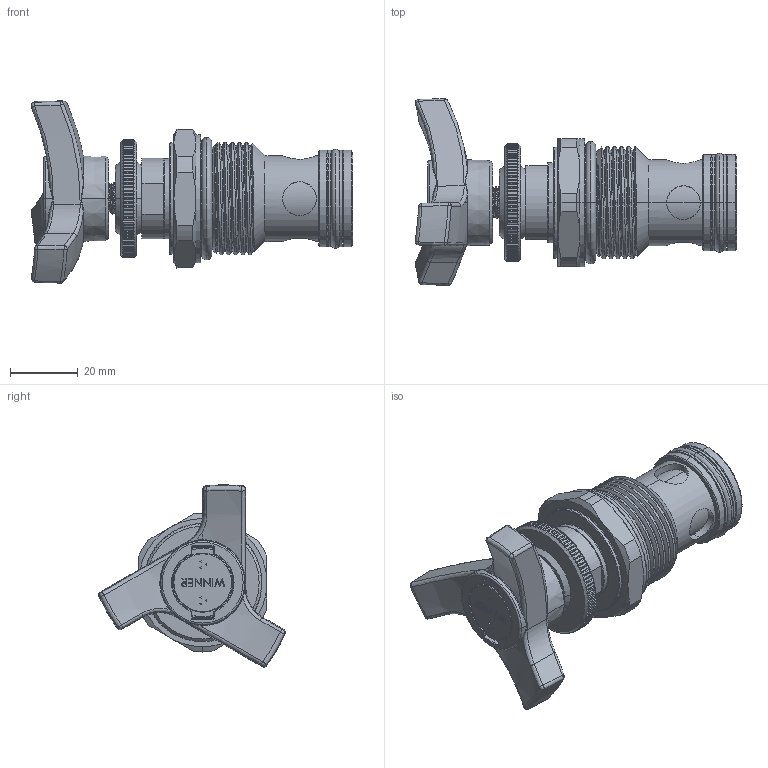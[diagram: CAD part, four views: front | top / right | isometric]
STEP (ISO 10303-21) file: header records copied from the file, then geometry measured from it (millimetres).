
FILE_DESCRIPTION (( 'STEP AP203' ), '1' );
FILE_NAME ('NC16W20-T.STEP', '2020-12-22T02:17:10', ( '' ), ( '' ), 'SwSTEP 2.0', 'SolidWorks 2018', '' );
FILE_SCHEMA (( 'CONFIG_CONTROL_DESIGN' ));
Length unit declared in the file: millimetre
Products named in the file (1): NC16W20-T
Bounding box: 95.29 x 55.33 x 54.02 mm (x, y, z)
Volume: 65273.1 mm3; surface area: 19112.1 mm2
Topology: 4 solids, 4 shells, 705 faces, 1854 edges, 1174 vertices
Faces by surface type: plane 319, cylinder 189, bspline 73, cone 48, torus 40, sphere 36
Entity records: 29952 total; most frequent: CARTESIAN_POINT 13664, ORIENTED_EDGE 3674, DIRECTION 3052, EDGE_CURVE 1837, AXIS2_PLACEMENT_3D 1195, VERTEX_POINT 1168, EDGE_LOOP 739, ADVANCED_FACE 705
